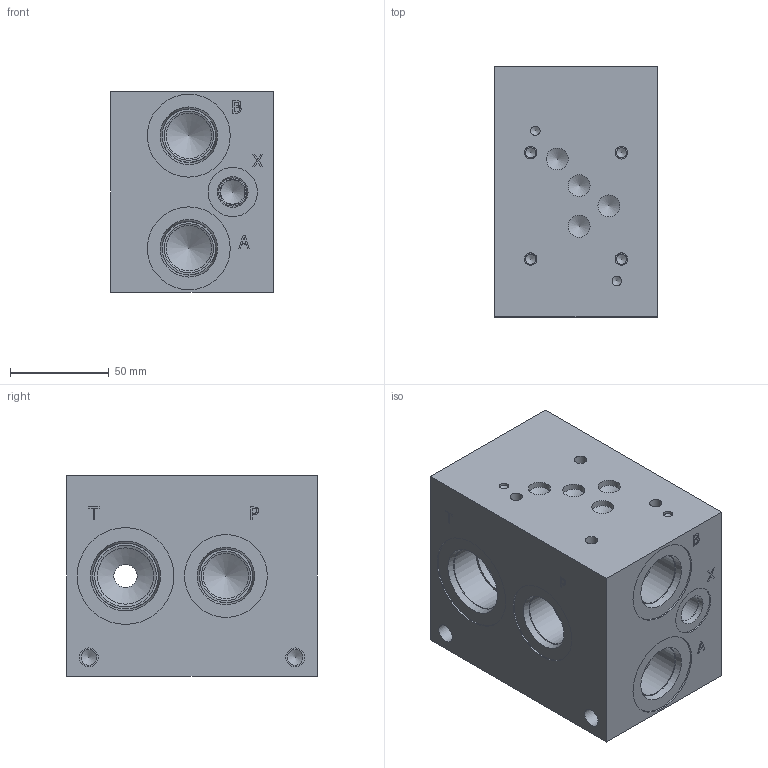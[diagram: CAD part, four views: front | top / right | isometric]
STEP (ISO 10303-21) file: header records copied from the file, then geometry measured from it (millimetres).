
FILE_DESCRIPTION(/* description */ (''),/* implementation_level */ '2;1');
FILE_NAME(/* name */ '_D05HP013S_13.stp',/* time_stamp */ '2022-10-18T08:51:53-04:00',/* author */ ('mikeh'),/* organization */ (''),/* preprocessor_version */ 'ST-DEVELOPER v18',/* originating_system */ 'Autodesk Inventor 2020',/* authorisation */ '');
FILE_SCHEMA (('AUTOMOTIVE_DESIGN { 1 0 10303 214 3 1 1 }'));
Length unit declared in the file: millimetre
Products named in the file (1): Part_AD05HP013S_13_3D
Bounding box: 82.55 x 127 x 101.6 mm (x, y, z)
Volume: 916699.5 mm3; surface area: 87102.8 mm2
Topology: 1 solids, 1 shells, 628 faces, 1716 edges, 1156 vertices
Faces by surface type: plane 360, bspline 157, cylinder 63, cone 48
Full cylindrical faces by diameter (mm): 4.775 x2, 5.105 x4, 6.35 x4, 7.925 x4, 9.525 x4, 11.113 x3, 11.125 x1, 12.294 x2, 12.9 x2, 14.275 x2, 14.529 x2, 23.012 x4, 24.917 x4, 25.019 x2, 26.99 x2, 27 x2, 27.432 x4, 28.575 x2, 31.267 x2, 33.34 x1, 33.35 x1, 33.757 x2, 35.509 x1, 42.037 x4, 49.124 x2
Entity records: 21091 total; most frequent: CARTESIAN_POINT 5522, ORIENTED_EDGE 3392, DIRECTION 2564, EDGE_CURVE 1696, VERTEX_POINT 1156, LINE 1144, VECTOR 1144, EDGE_LOOP 716
